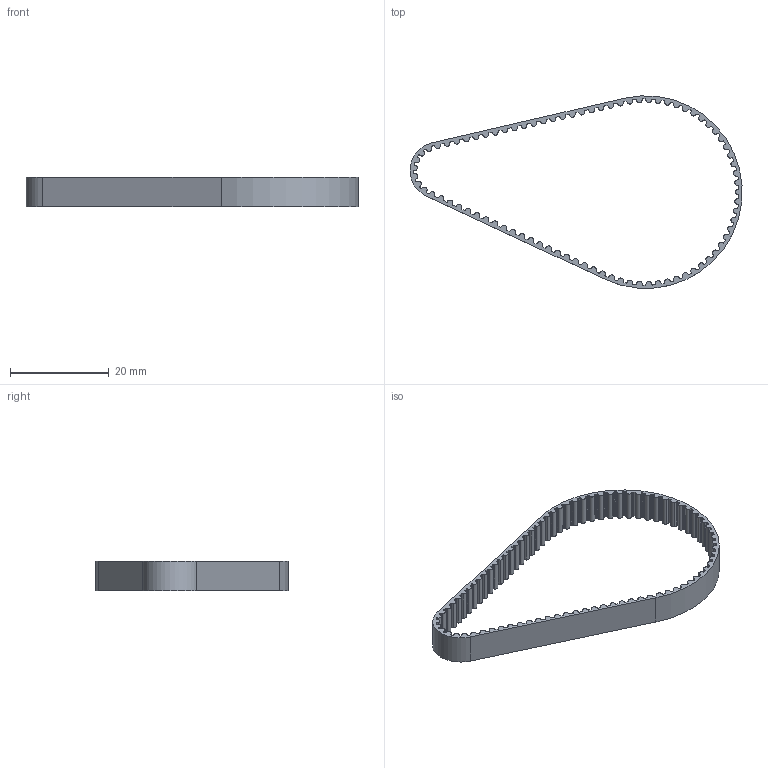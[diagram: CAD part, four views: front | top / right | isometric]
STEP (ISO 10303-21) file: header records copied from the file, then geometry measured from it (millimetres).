
FILE_DESCRIPTION(/* description */ ('Unknown'),/* implementation_level */ '2;1');
FILE_NAME(/* name */ '84 tuf 6mm tajming belt',/* time_stamp */ '2022-08-26T00:08:07+02:00',/* author */ ('Unknown'),/* organization */ ('Unknown'),/* preprocessor_version */ 'ST-DEVELOPER v18.1',/* originating_system */ 'Solid Edge',/* authorisation */ 'Unknown');
FILE_SCHEMA (('AUTOMOTIVE_DESIGN {1 0 10303 214 3 1 1}'));
Length unit declared in the file: millimetre
Products named in the file (1): 84 tuf 6mm tajming belt
Bounding box: 67.16 x 38.88 x 6 mm (x, y, z)
Volume: 1004.4 mm3; surface area: 2747.5 mm2
Topology: 1 solids, 1 shells, 559 faces, 1671 edges, 1114 vertices
Faces by surface type: cylinder 424, plane 135
Entity records: 23198 total; most frequent: DIRECTION 3627, CARTESIAN_POINT 3369, ORIENTED_EDGE 3342, EDGE_CURVE 1671, AXIS2_PLACEMENT_3D 1404, VERTEX_POINT 1114, CIRCLE 844, LINE 819
